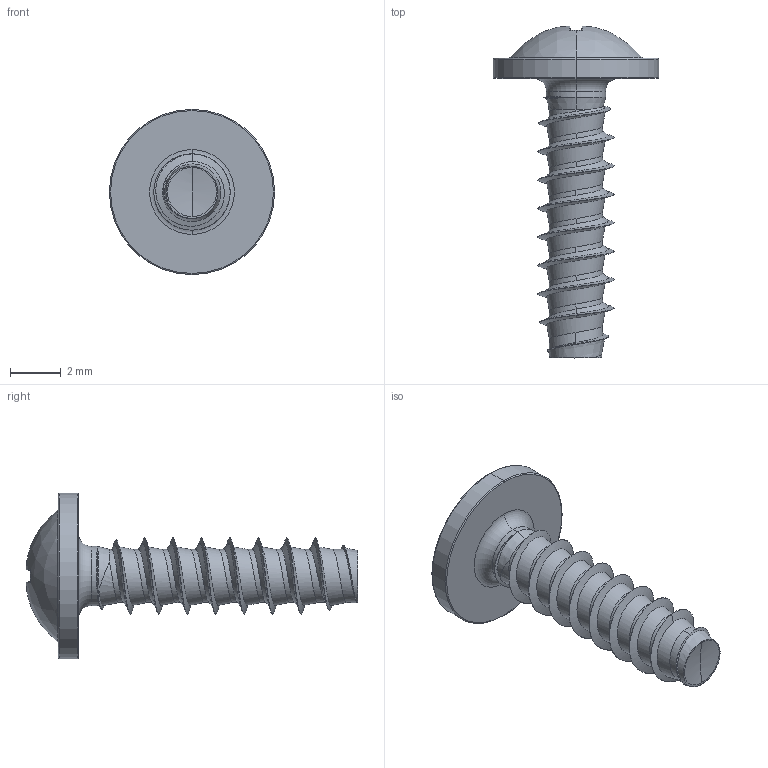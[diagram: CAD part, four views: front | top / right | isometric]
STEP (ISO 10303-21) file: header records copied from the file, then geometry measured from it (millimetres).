
FILE_DESCRIPTION (( 'STEP AP203' ), '1' );
FILE_NAME ('STP210300110.STEP', '2017-08-14T17:11:42', ( '' ), ( '' ), 'SwSTEP 2.0', 'SolidWorks 2015', '' );
FILE_SCHEMA (( 'CONFIG_CONTROL_DESIGN' ));
Length unit declared in the file: millimetre
Products named in the file (1): STP210300110
Bounding box: 6.5 x 13.06 x 6.5 mm (x, y, z)
Volume: 84.3 mm3; surface area: 208.6 mm2
Topology: 1 solids, 1 shells, 196 faces, 462 edges, 269 vertices
Faces by surface type: bspline 63, cylinder 44, plane 31, torus 30, sphere 20, cone 8
Entity records: 17324 total; most frequent: CARTESIAN_POINT 13292, ORIENTED_EDGE 920, DIRECTION 738, EDGE_CURVE 460, AXIS2_PLACEMENT_3D 329, VERTEX_POINT 269, EDGE_LOOP 199, ADVANCED_FACE 196
